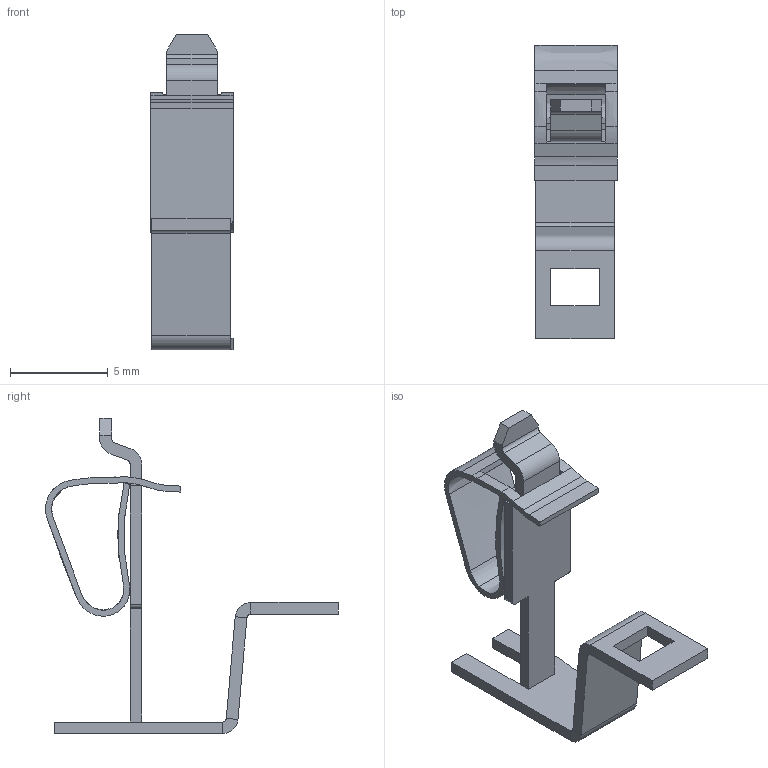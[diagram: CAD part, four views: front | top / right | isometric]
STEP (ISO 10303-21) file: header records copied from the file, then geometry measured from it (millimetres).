
FILE_DESCRIPTION(('CATIA V5 STEP Exchange','CAx-IF Rec.Pracs.--- Model Styling and Organization---1.4--- 2014-01-23'),'2;1');
FILE_NAME ('D1379387_2', '2021-12-08T11:04:09+00:00', ('none'), ('Weidmueller'), 'CATIA Version 5-6 Release 2016 SP3 HF44', 'CATIA V5 STEP AP214', 'none');
FILE_SCHEMA(('AUTOMOTIVE_DESIGN { 1 0 10303 214 1 1 1 1 }'));
Length unit declared in the file: millimetre
Products named in the file (1): S3D_SMSE_LN_FE_MCZ_1-5
Bounding box: 4.2 x 14.94 x 16.1 mm (x, y, z)
Volume: 93.8 mm3; surface area: 470.6 mm2
Topology: 1 solids, 1 shells, 97 faces, 273 edges, 176 vertices
Faces by surface type: plane 59, extrusion 26, cylinder 12
Entity records: 3489 total; most frequent: CARTESIAN_POINT 993, ORIENTED_EDGE 546, DIRECTION 374, EDGE_CURVE 273, VECTOR 214, LINE 188, VERTEX_POINT 176, EDGE_LOOP 99
